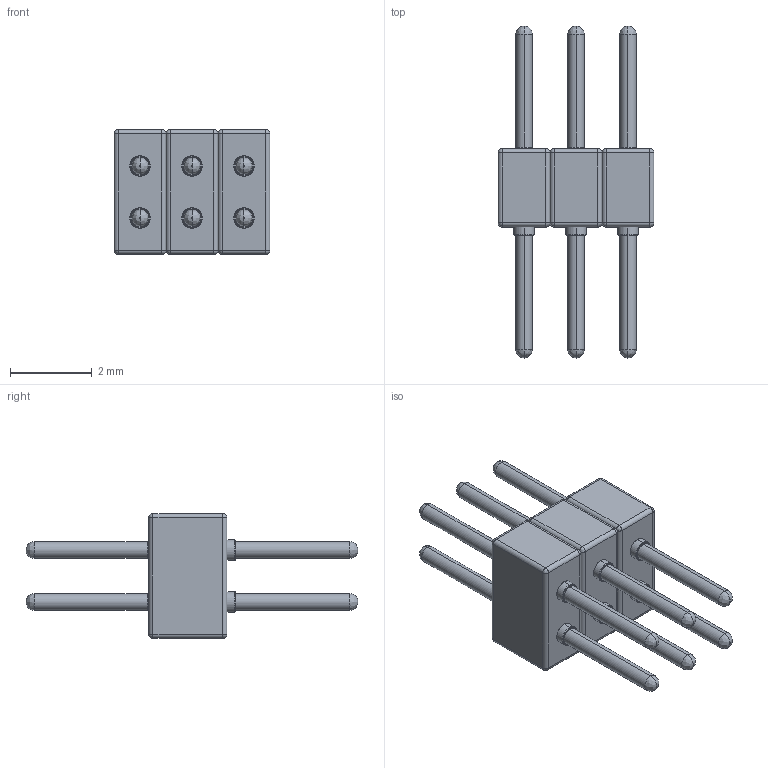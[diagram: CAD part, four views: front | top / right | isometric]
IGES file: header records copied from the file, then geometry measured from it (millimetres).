
Start section: SolidWorks IGES file using analytic representation for surfaces
Global section: file name: 852-40-006-10-001000.IGS; native system: SolidWorks 2014; preprocessor: SolidWorks 2014; author: susan_ahlfs; date: 180522.145003; units: millimetre
Bounding box: 3.81 x 8.11 x 3.05 mm (x, y, z)
Surface area: 129.3 mm2 (no closed solid volume)
Topology: 0 solids, 0 shells, 240 faces, 1704 edges, 1680 vertices
Faces by surface type: bspline 120, revolution 120
